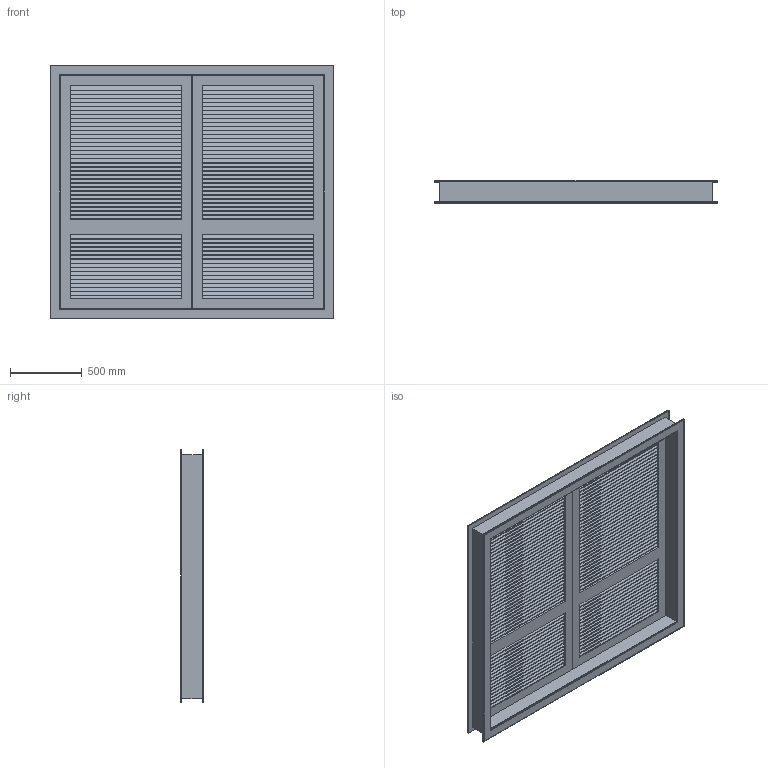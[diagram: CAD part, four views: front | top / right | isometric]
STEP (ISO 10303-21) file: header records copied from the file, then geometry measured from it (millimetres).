
FILE_DESCRIPTION(('FreeCAD Model'),'2;1');
FILE_NAME('Double elevated doors with shutters and trims.step','2016-10-04T11:47:22',('Author'),(''), 'Open CASCADE STEP processor 6.8','FreeCAD','Unknown');
FILE_SCHEMA(('AUTOMOTIVE_DESIGN_CC2 { 1 2 10303 214 -1 1 5 4 }'));
Length unit declared in the file: millimetre
Products named in the file (9): ASSEMBLY; Double_doors_with_shutters; Final_trim; Inferior_shutter_02; Trim; Final_trim_(Mirror_#11); Superior_shutter_02; Superior_shutter_01; Inferior_shutter_01
Assembly tree (8 placements, depth 2):
  ASSEMBLY
    Double_doors_with_shutters
    Final_trim
    Inferior_shutter_02
    Trim
    Final_trim_(Mirror_#11)
    Superior_shutter_02
    Superior_shutter_01
    Inferior_shutter_01
Bounding box: 1980 x 160 x 1770 mm (x, y, z)
Volume: 86605768.1 mm3; surface area: 15141925.2 mm2
Topology: 106 solids, 106 shells, 1084 faces, 2600 edges, 1728 vertices
Faces by surface type: plane 1068, cylinder 16
Entity records: 66579 total; most frequent: CARTESIAN_POINT 11537, DIRECTION 9954, LINE 7752, VECTOR 7752, ORIENTED_EDGE 5200, PCURVE 5200, DEFINITIONAL_REPRESENTATION 5200, EDGE_CURVE 2600
